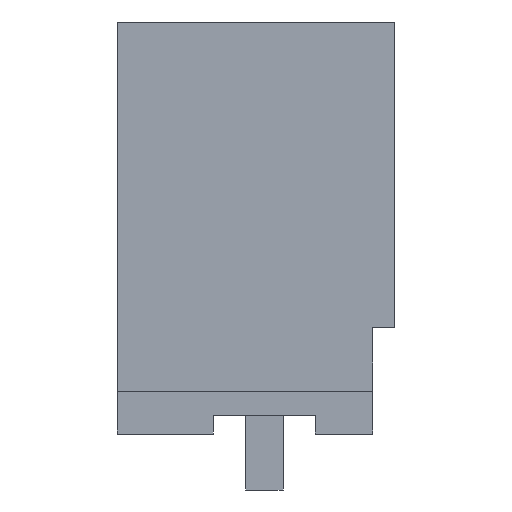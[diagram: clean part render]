
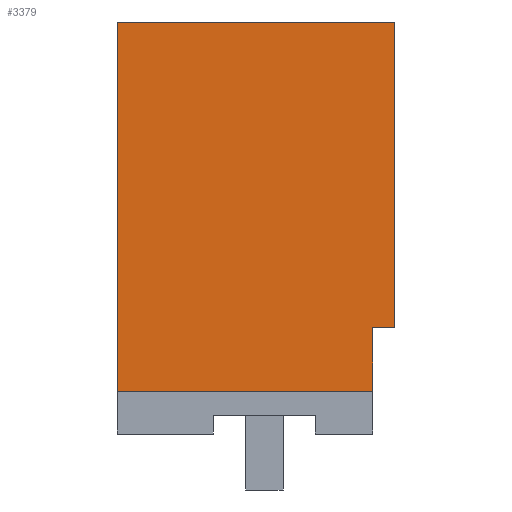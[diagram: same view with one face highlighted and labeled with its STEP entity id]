
A CAD part, left-side view. The second image highlights one B-rep face of the part: STEP entity #3379.
In plain terms, the highlighted planar face has unit normal (-1, 0, 0).
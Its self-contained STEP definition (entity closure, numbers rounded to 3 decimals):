
#3350=AXIS2_PLACEMENT_3D('Plane Axis2P3D',#3347,#3348,#3349) ;
#234=CARTESIAN_POINT('Vertex',(0.,7.45,2.65)) ;
#237=CARTESIAN_POINT('Line Origine',(0.,7.45,7.6)) ;
#241=CARTESIAN_POINT('Vertex',(0.,7.45,12.55)) ;
#2487=CARTESIAN_POINT('Vertex',(0.,0.6,4.35)) ;
#2490=CARTESIAN_POINT('Line Origine',(0.,0.6,3.5)) ;
#2494=CARTESIAN_POINT('Vertex',(0.,0.6,2.65)) ;
#3076=CARTESIAN_POINT('Line Origine',(0.,4.025,2.65)) ;
#3347=CARTESIAN_POINT('Axis2P3D Location',(0.,7.45,12.55)) ;
#3352=CARTESIAN_POINT('Line Origine',(0.,0.,8.45)) ;
#3356=CARTESIAN_POINT('Vertex',(0.,0.,12.55)) ;
#3358=CARTESIAN_POINT('Vertex',(0.,0.,4.35)) ;
#3361=CARTESIAN_POINT('Line Origine',(0.,3.725,12.55)) ;
#3366=CARTESIAN_POINT('Line Origine',(0.,0.3,4.35)) ;
#238=DIRECTION('Vector Direction',(0.,0.,-1.)) ;
#2491=DIRECTION('Vector Direction',(0.,0.,1.)) ;
#3077=DIRECTION('Vector Direction',(0.,-1.,0.)) ;
#3348=DIRECTION('Axis2P3D Direction',(-1.,0.,0.)) ;
#3349=DIRECTION('Axis2P3D XDirection',(0.,0.,1.)) ;
#3353=DIRECTION('Vector Direction',(0.,0.,-1.)) ;
#3362=DIRECTION('Vector Direction',(0.,-1.,0.)) ;
#3367=DIRECTION('Vector Direction',(0.,1.,0.)) ;
#239=VECTOR('Line Direction',#238,1.) ;
#2492=VECTOR('Line Direction',#2491,1.) ;
#3078=VECTOR('Line Direction',#3077,1.) ;
#3354=VECTOR('Line Direction',#3353,1.) ;
#3363=VECTOR('Line Direction',#3362,1.) ;
#3368=VECTOR('Line Direction',#3367,1.) ;
#3372=ORIENTED_EDGE('',*,*,#3360,.F.) ;
#3373=ORIENTED_EDGE('',*,*,#3365,.F.) ;
#3374=ORIENTED_EDGE('',*,*,#243,.T.) ;
#3375=ORIENTED_EDGE('',*,*,#3080,.T.) ;
#3376=ORIENTED_EDGE('',*,*,#2496,.T.) ;
#3377=ORIENTED_EDGE('',*,*,#3370,.F.) ;
#3379=ADVANCED_FACE('HOUSING',(#3378),#3351,.T.) ;
#243=EDGE_CURVE('',#242,#235,#240,.T.) ;
#2496=EDGE_CURVE('',#2495,#2488,#2493,.T.) ;
#3080=EDGE_CURVE('',#235,#2495,#3079,.T.) ;
#3360=EDGE_CURVE('',#3357,#3359,#3355,.T.) ;
#3365=EDGE_CURVE('',#242,#3357,#3364,.T.) ;
#3370=EDGE_CURVE('',#3359,#2488,#3369,.T.) ;
#3371=EDGE_LOOP('',(#3372,#3373,#3374,#3375,#3376,#3377)) ;
#3378=FACE_OUTER_BOUND('',#3371,.T.) ;
#240=LINE('Line',#237,#239) ;
#2493=LINE('Line',#2490,#2492) ;
#3079=LINE('Line',#3076,#3078) ;
#3355=LINE('Line',#3352,#3354) ;
#3364=LINE('Line',#3361,#3363) ;
#3369=LINE('Line',#3366,#3368) ;
#3351=PLANE('',#3350) ;
#235=VERTEX_POINT('',#234) ;
#242=VERTEX_POINT('',#241) ;
#2488=VERTEX_POINT('',#2487) ;
#2495=VERTEX_POINT('',#2494) ;
#3357=VERTEX_POINT('',#3356) ;
#3359=VERTEX_POINT('',#3358) ;
